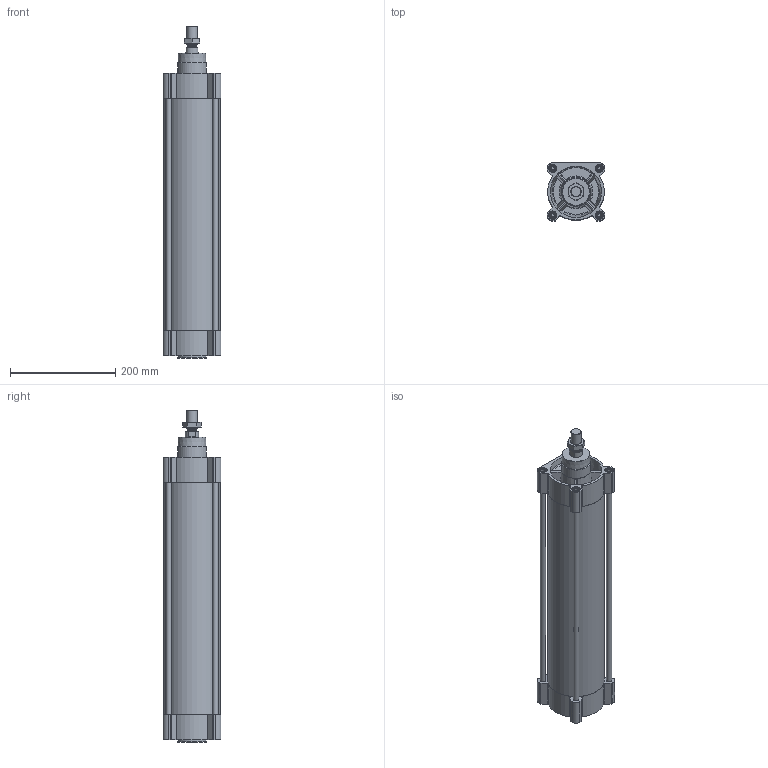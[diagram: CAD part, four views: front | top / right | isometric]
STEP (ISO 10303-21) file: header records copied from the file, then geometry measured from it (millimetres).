
FILE_DESCRIPTION(/* description */ ('STEP AP214'),/* implementation_level */ '2;1');
FILE_NAME(/* name */ '1646811_DSBG-100-400-PPVA-N3',/* time_stamp */ '2024-08-21T12:16:01+02:00',/* author */ ('License CC BY-ND 4.0'),/* organization */ ('CADENAS'),/* preprocessor_version */ 'ST-DEVELOPER v19.3',/* originating_system */ 'PARTsolutions',/* authorisation */ ' ');
FILE_SCHEMA (('AUTOMOTIVE_DESIGN {1 0 10303 214 3 1 1}'));
Length unit declared in the file: millimetre
Products named in the file (4): 1646811 DSBG-100-400-PPVA-N3---(0); 1646799 DSBG--100-400-PPVA000_(Z_0); 1646799 DSBG-100-400_(K); DIN-439-B - M20x1.5(F)
Assembly tree (3 placements, depth 2):
  1646811 DSBG-100-400-PPVA-N3---(0)
    1646799 DSBG--100-400-PPVA000_(Z_0)
    1646799 DSBG-100-400_(K)
    DIN-439-B - M20x1.5(F)
Bounding box: 110 x 110 x 631.5 mm (x, y, z)
Volume: 2018088 mm3; surface area: 580460 mm2
Topology: 3 solids, 3 shells, 346 faces, 847 edges, 548 vertices
Faces by surface type: plane 164, cylinder 112, cone 50, torus 20
Full cylindrical faces by diameter (mm): 5.459 x2, 8.376 x8, 10 x4, 12 x2, 12.8 x2, 15 x8, 15.8 x8, 17.9 x1, 18.376 x1, 18.631 x2, 20 x1, 25 x2, 55 x2, 100 x2, 107 x1
Entity records: 12253 total; most frequent: CARTESIAN_POINT 2355, DIRECTION 1527, ORIENTED_EDGE 1468, EDGE_CURVE 734, AXIS2_PLACEMENT_3D 612, VERTEX_POINT 533, EDGE_LOOP 497, FACE_BOUND 497
